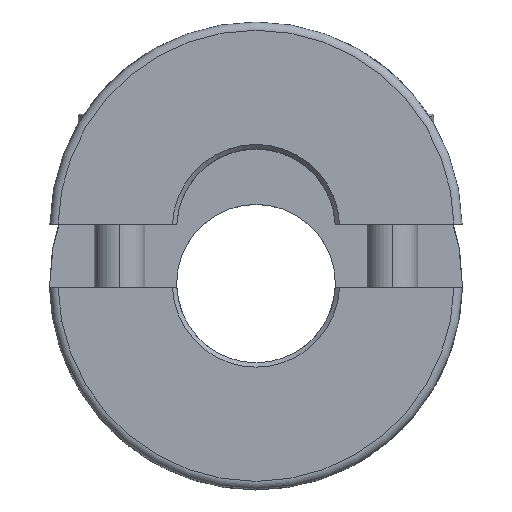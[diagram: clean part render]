
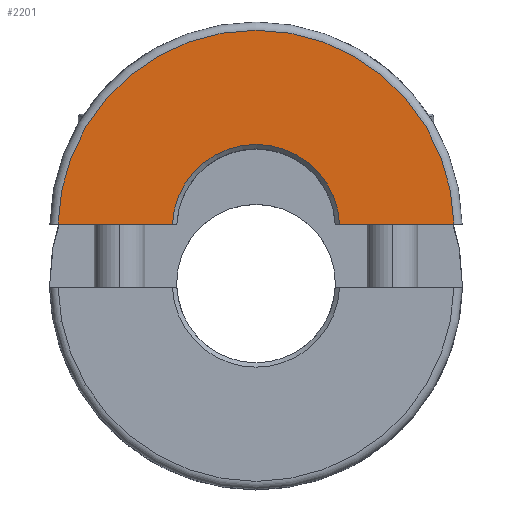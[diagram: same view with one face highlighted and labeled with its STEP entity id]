
A CAD part, top view. The second image highlights one B-rep face of the part: STEP entity #2201.
In plain terms, the highlighted planar face has unit normal (0, 0, 1).
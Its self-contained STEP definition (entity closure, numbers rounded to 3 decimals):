
#89 = EDGE_LOOP ( 'NONE', ( #3692, #6288, #4164, #810 ) ) ;
#118 = FACE_OUTER_BOUND ( 'NONE', #89, .T. ) ;
#154 = LINE ( 'NONE', #2685, #1131 ) ;
#296 = LINE ( 'NONE', #3671, #1679 ) ;
#537 = DIRECTION ( 'NONE',  ( 0., 0., 1. ) ) ;
#728 = VERTEX_POINT ( 'NONE', #1407 ) ;
#810 = ORIENTED_EDGE ( 'NONE', *, *, #3812, .T. ) ;
#1089 = CIRCLE ( 'NONE', #3190, 31.2 ) ;
#1131 = VECTOR ( 'NONE', #1201, 1000. ) ;
#1201 = DIRECTION ( 'NONE',  ( -1., 0., 0. ) ) ;
#1407 = CARTESIAN_POINT ( 'NONE',  ( -13.184, 0.65, 26.25 ) ) ;
#1502 = CARTESIAN_POINT ( 'NONE',  ( 0., 0., 26.25 ) ) ;
#1503 = VERTEX_POINT ( 'NONE', #5572 ) ;
#1560 = EDGE_CURVE ( 'NONE', #728, #3667, #296, .T. ) ;
#1679 = VECTOR ( 'NONE', #3706, 1000. ) ;
#2067 = CARTESIAN_POINT ( 'NONE',  ( 31.193, 0.65, 26.25 ) ) ;
#2124 = EDGE_CURVE ( 'NONE', #2142, #3667, #1089, .T. ) ;
#2142 = VERTEX_POINT ( 'NONE', #2067 ) ;
#2174 = AXIS2_PLACEMENT_3D ( 'NONE', #2387, #4929, #4397 ) ;
#2201 = ADVANCED_FACE ( 'NONE', ( #118 ), #3972, .T. ) ;
#2387 = CARTESIAN_POINT ( 'NONE',  ( 0., 0., 26.25 ) ) ;
#2452 = CARTESIAN_POINT ( 'NONE',  ( -31.193, 0.65, 26.25 ) ) ;
#2487 = CIRCLE ( 'NONE', #2174, 13.2 ) ;
#2685 = CARTESIAN_POINT ( 'NONE',  ( 0., 0.65, 26.25 ) ) ;
#3190 = AXIS2_PLACEMENT_3D ( 'NONE', #5558, #537, #5525 ) ;
#3413 = AXIS2_PLACEMENT_3D ( 'NONE', #1502, #3599, #5101 ) ;
#3599 = DIRECTION ( 'NONE',  ( 0., 0., 1. ) ) ;
#3667 = VERTEX_POINT ( 'NONE', #2452 ) ;
#3671 = CARTESIAN_POINT ( 'NONE',  ( 0., 0.65, 26.25 ) ) ;
#3692 = ORIENTED_EDGE ( 'NONE', *, *, #5120, .F. ) ;
#3706 = DIRECTION ( 'NONE',  ( -1., 0., 0. ) ) ;
#3812 = EDGE_CURVE ( 'NONE', #728, #1503, #2487, .T. ) ;
#3972 = PLANE ( 'NONE',  #3413 ) ;
#4164 = ORIENTED_EDGE ( 'NONE', *, *, #1560, .F. ) ;
#4397 = DIRECTION ( 'NONE',  ( 1., 0., 0. ) ) ;
#4929 = DIRECTION ( 'NONE',  ( 0., 0., -1. ) ) ;
#5101 = DIRECTION ( 'NONE',  ( 1., 0., 0. ) ) ;
#5120 = EDGE_CURVE ( 'NONE', #2142, #1503, #154, .T. ) ;
#5525 = DIRECTION ( 'NONE',  ( 1., 0., 0. ) ) ;
#5558 = CARTESIAN_POINT ( 'NONE',  ( 0., 0., 26.25 ) ) ;
#5572 = CARTESIAN_POINT ( 'NONE',  ( 13.184, 0.65, 26.25 ) ) ;
#6288 = ORIENTED_EDGE ( 'NONE', *, *, #2124, .T. ) ;
